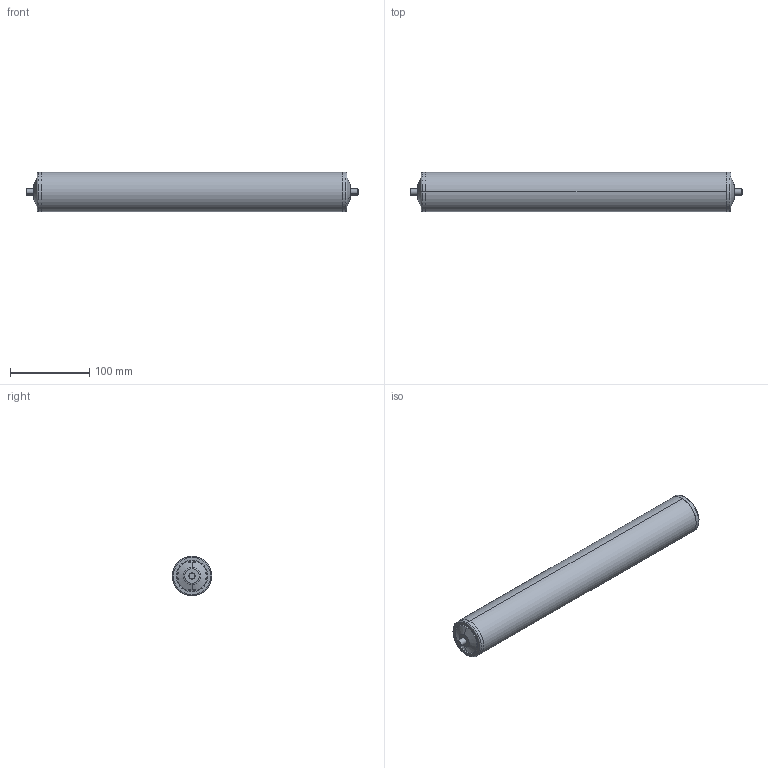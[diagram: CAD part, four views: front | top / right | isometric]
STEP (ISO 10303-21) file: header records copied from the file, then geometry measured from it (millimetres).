
FILE_DESCRIPTION (( 'STEP AP214' ), '1' );
FILE_NAME ('0034514.step', '2021-07-07T11:34:23', ( 'Windows-Benutzer' ), ( '' ), 'SwSTEP 2.0', 'SolidWorks 2020', '' );
FILE_SCHEMA (( 'AUTOMOTIVE_DESIGN' ));
Length unit declared in the file: millimetre
Products named in the file (1): 0034514
Bounding box: 420 x 50 x 50 mm (x, y, z)
Volume: 234866.5 mm3; surface area: 165771.9 mm2
Topology: 11 solids, 11 shells, 186 faces, 410 edges, 254 vertices
Faces by surface type: cylinder 88, plane 52, torus 28, cone 16, bspline 2
Entity records: 10504 total; most frequent: CARTESIAN_POINT 4005, DIRECTION 1016, ORIENTED_EDGE 820, AXIS2_PLACEMENT_3D 425, EDGE_CURVE 410, VERTEX_POINT 254, CIRCLE 240, EDGE_LOOP 208
